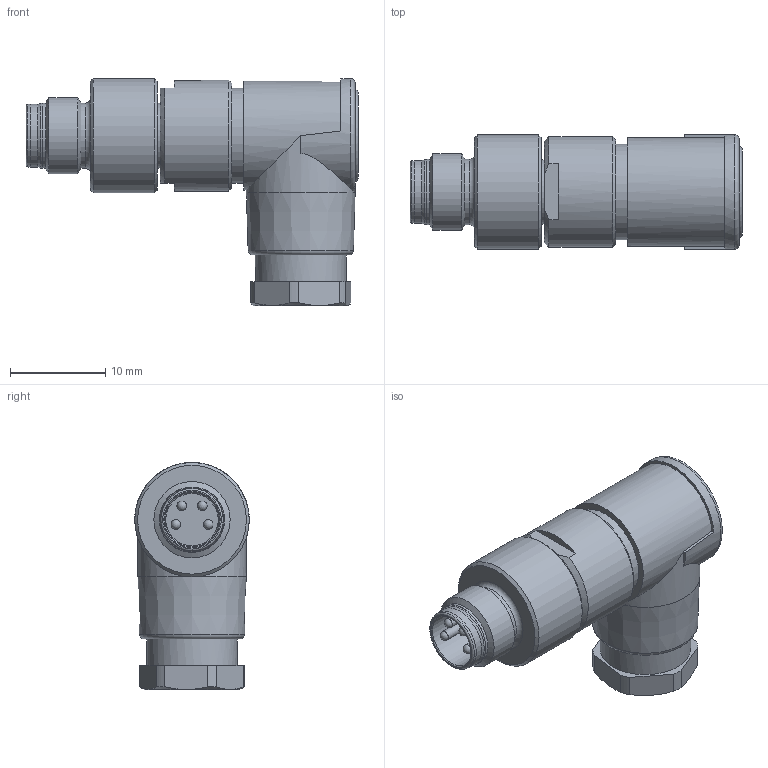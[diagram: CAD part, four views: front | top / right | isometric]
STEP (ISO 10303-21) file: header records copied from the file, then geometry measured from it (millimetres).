
FILE_DESCRIPTION(('FreeCAD Model'),'2;1');
FILE_NAME( 'BS-W-8:4.step', '2015-10-16T15:15:47',('FreeCAD'),('FreeCAD'), 'Open CASCADE STEP processor 6.7','FreeCAD','Unknown');
FILE_SCHEMA(('AUTOMOTIVE_DESIGN_CC2 { 1 2 10303 214 -1 1 5 4 }'));
Length unit declared in the file: millimetre
Products named in the file (1): kbor119Dp8bj
Bounding box: 34.8 x 12 x 23.8 mm (x, y, z)
Volume: 4241.6 mm3; surface area: 2191.4 mm2
Topology: 1 solids, 1 shells, 101 faces, 240 edges, 149 vertices
Faces by surface type: plane 46, cylinder 25, cone 17, torus 7, sphere 4, bspline 2
Full cylindrical faces by diameter (mm): 1 x4, 3 x1, 5.7 x1, 6.6 x1, 6.8 x2, 6.85 x2, 8 x1, 9.5 x1, 10 x1, 11.4 x2, 11.6 x1, 12 x1
Entity records: 6700 total; most frequent: CARTESIAN_POINT 2351, DIRECTION 715, ORIENTED_EDGE 460, PCURVE 460, DEFINITIONAL_REPRESENTATION 460, LINE 270, VECTOR 270, B_SPLINE_CURVE_WITH_KNOTS 256
